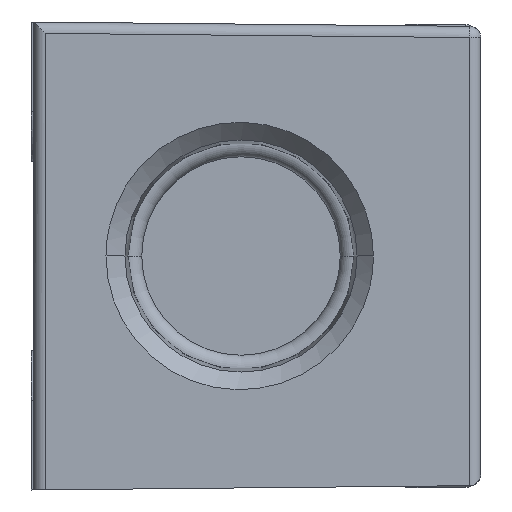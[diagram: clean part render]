
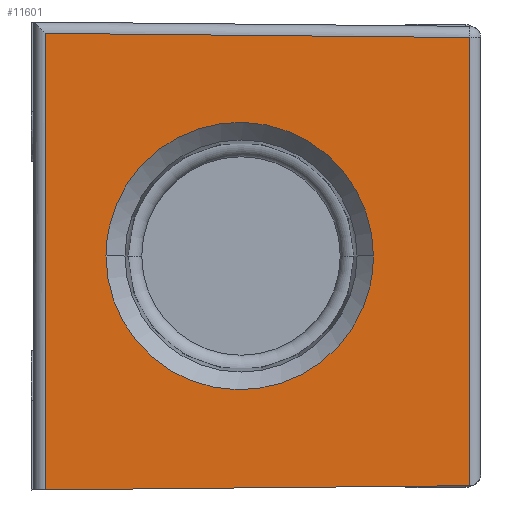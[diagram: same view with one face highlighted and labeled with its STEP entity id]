
A CAD part, front view. The second image highlights one B-rep face of the part: STEP entity #11601.
In plain terms, the highlighted planar face has unit normal (0.01, -1, 0).
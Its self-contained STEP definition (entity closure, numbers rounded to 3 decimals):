
#3371=CARTESIAN_POINT('',(-20.309,-93.585,
-23.799));
#3373=DIRECTION('',(1.,0.01,0.01));
#3374=VECTOR('',#3373,43.184);
#3375=CARTESIAN_POINT('',(-20.309,-93.585,
-23.799));
#3376=LINE('',#3375,#3374);
#3529=CARTESIAN_POINT('',(-20.309,-93.585,
22.656));
#3531=DIRECTION('',(0.,0.,-1.));
#3532=VECTOR('',#3531,46.454);
#3533=CARTESIAN_POINT('',(-20.309,-93.585,
22.656));
#3534=LINE('',#3533,#3532);
#3535=DIRECTION('',(1.,0.01,-0.01));
#3536=VECTOR('',#3535,43.184);
#3537=CARTESIAN_POINT('',(-20.309,-93.585,
22.656));
#3538=LINE('',#3537,#3536);
#3539=CARTESIAN_POINT('',(-14.124,-93.524,
0.));
#3540=CARTESIAN_POINT('',(-14.124,-93.524,
-0.652));
#3541=CARTESIAN_POINT('',(-14.031,-93.523,
-1.941));
#3542=CARTESIAN_POINT('',(-13.617,-93.519,
-3.847));
#3543=CARTESIAN_POINT('',(-12.936,-93.512,
-5.672));
#3544=CARTESIAN_POINT('',(-12.003,-93.503,
-7.381));
#3545=CARTESIAN_POINT('',(-10.835,-93.492,
-8.941));
#3546=CARTESIAN_POINT('',(-9.457,-93.478,
-10.319));
#3547=CARTESIAN_POINT('',(-7.898,-93.463,
-11.487));
#3548=CARTESIAN_POINT('',(-6.188,-93.446,
-12.42));
#3549=CARTESIAN_POINT('',(-4.363,-93.428,
-13.101));
#3550=CARTESIAN_POINT('',(-2.459,-93.409,
-13.515));
#3551=CARTESIAN_POINT('',(-0.515,-93.39,
-13.654));
#3552=CARTESIAN_POINT('',(1.429,-93.371,
-13.515));
#3553=CARTESIAN_POINT('',(3.332,-93.352,
-13.101));
#3554=CARTESIAN_POINT('',(5.157,-93.334,
-12.42));
#3555=CARTESIAN_POINT('',(6.867,-93.317,
-11.487));
#3556=CARTESIAN_POINT('',(8.427,-93.302,
-10.319));
#3557=CARTESIAN_POINT('',(9.805,-93.288,
-8.941));
#3558=CARTESIAN_POINT('',(10.972,-93.277,
-7.382));
#3559=CARTESIAN_POINT('',(11.906,-93.267,
-5.672));
#3560=CARTESIAN_POINT('',(12.587,-93.261,
-3.847));
#3561=CARTESIAN_POINT('',(13.001,-93.257,
-1.941));
#3562=CARTESIAN_POINT('',(13.093,-93.256,
-0.652));
#3563=CARTESIAN_POINT('',(13.093,-93.256,
0.));
#3565=CARTESIAN_POINT('',(13.093,-93.256,
0.));
#3566=CARTESIAN_POINT('',(13.093,-93.256,
0.652));
#3567=CARTESIAN_POINT('',(13.001,-93.257,1.941));
#3568=CARTESIAN_POINT('',(12.587,-93.261,3.847));
#3569=CARTESIAN_POINT('',(11.906,-93.267,5.672));
#3570=CARTESIAN_POINT('',(10.972,-93.277,7.381));
#3571=CARTESIAN_POINT('',(9.805,-93.288,8.941));
#3572=CARTESIAN_POINT('',(8.427,-93.302,10.319));
#3573=CARTESIAN_POINT('',(6.867,-93.317,11.487));
#3574=CARTESIAN_POINT('',(5.157,-93.334,12.42));
#3575=CARTESIAN_POINT('',(3.332,-93.352,13.101));
#3576=CARTESIAN_POINT('',(1.429,-93.371,13.515));
#3577=CARTESIAN_POINT('',(-0.515,-93.39,
13.654));
#3578=CARTESIAN_POINT('',(-2.459,-93.409,
13.515));
#3579=CARTESIAN_POINT('',(-4.363,-93.428,
13.101));
#3580=CARTESIAN_POINT('',(-6.188,-93.446,
12.42));
#3581=CARTESIAN_POINT('',(-7.898,-93.463,11.487));
#3582=CARTESIAN_POINT('',(-9.457,-93.478,
10.319));
#3583=CARTESIAN_POINT('',(-10.835,-93.492,
8.941));
#3584=CARTESIAN_POINT('',(-12.003,-93.503,
7.382));
#3585=CARTESIAN_POINT('',(-12.936,-93.512,
5.672));
#3586=CARTESIAN_POINT('',(-13.617,-93.519,
3.847));
#3587=CARTESIAN_POINT('',(-14.031,-93.523,
1.941));
#3588=CARTESIAN_POINT('',(-14.124,-93.524,
0.652));
#3589=CARTESIAN_POINT('',(-14.124,-93.524,
0.));
#3595=DIRECTION('',(0.,0.,1.));
#3596=VECTOR('',#3595,45.603);
#3597=CARTESIAN_POINT('',(22.871,-93.159,
-23.373));
#3598=LINE('',#3597,#3596);
#6189=VERTEX_POINT('',#3371);
#6190=CARTESIAN_POINT('',(22.871,-93.159,
-23.373));
#6191=VERTEX_POINT('',#6190);
#6230=VERTEX_POINT('',#3529);
#6231=CARTESIAN_POINT('',(22.871,-93.159,22.23));
#6232=VERTEX_POINT('',#6231);
#6233=VERTEX_POINT('',#3539);
#6234=VERTEX_POINT('',#3563);
#11583=CARTESIAN_POINT('',(-21.717,-93.599,-50.602));
#11584=DIRECTION('',(0.01,-1.,0.));
#11585=DIRECTION('',(0.,0.,1.));
#11586=AXIS2_PLACEMENT_3D('',#11583,#11584,#11585);
#11587=PLANE('',#11586);
#11589=ORIENTED_EDGE('',*,*,#11588,.F.);
#11590=ORIENTED_EDGE('',*,*,#11427,.F.);
#11591=ORIENTED_EDGE('',*,*,#11562,.F.);
#11592=ORIENTED_EDGE('',*,*,#11573,.T.);
#11593=EDGE_LOOP('',(#11589,#11590,#11591,#11592));
#11594=FACE_OUTER_BOUND('',#11593,.F.);
#11596=ORIENTED_EDGE('',*,*,#11595,.T.);
#11598=ORIENTED_EDGE('',*,*,#11597,.T.);
#11599=EDGE_LOOP('',(#11596,#11598));
#11600=FACE_BOUND('',#11599,.F.);
#11601=ADVANCED_FACE('',(#11594,#11600),#11587,.T.);
#3564=B_SPLINE_CURVE_WITH_KNOTS('',3,(#3539,#3540,#3541,#3542,#3543,#3544,#3545,
#3546,#3547,#3548,#3549,#3550,#3551,#3552,#3553,#3554,#3555,#3556,#3557,#3558,
#3559,#3560,#3561,#3562,#3563),.UNSPECIFIED.,.F.,.F.,(4,1,1,1,1,1,1,1,1,1,1,1,1,
1,1,1,1,1,1,1,1,1,4),(0.,0.045,0.091,
0.136,0.182,0.227,0.273,
0.318,0.364,0.409,0.455,0.5,
0.545,0.591,0.636,0.682,
0.727,0.773,0.818,0.864,
0.909,0.955,1.),.UNSPECIFIED.);
#3590=B_SPLINE_CURVE_WITH_KNOTS('',3,(#3565,#3566,#3567,#3568,#3569,#3570,#3571,
#3572,#3573,#3574,#3575,#3576,#3577,#3578,#3579,#3580,#3581,#3582,#3583,#3584,
#3585,#3586,#3587,#3588,#3589),.UNSPECIFIED.,.F.,.F.,(4,1,1,1,1,1,1,1,1,1,1,1,1,
1,1,1,1,1,1,1,1,1,4),(0.,0.045,0.091,
0.136,0.182,0.227,0.273,
0.318,0.364,0.409,0.455,0.5,
0.545,0.591,0.636,0.682,
0.727,0.773,0.818,0.864,
0.909,0.955,1.),.UNSPECIFIED.);
#11427=EDGE_CURVE('',#6189,#6191,#3376,.T.);
#11562=EDGE_CURVE('',#6230,#6189,#3534,.T.);
#11573=EDGE_CURVE('',#6230,#6232,#3538,.T.);
#11588=EDGE_CURVE('',#6191,#6232,#3598,.T.);
#11595=EDGE_CURVE('',#6233,#6234,#3564,.T.);
#11597=EDGE_CURVE('',#6234,#6233,#3590,.T.);
